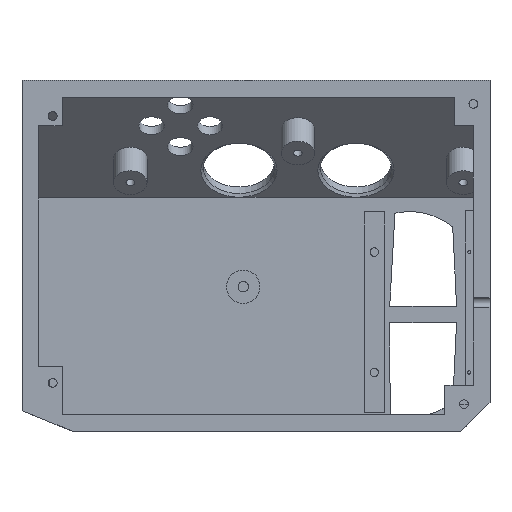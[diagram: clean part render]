
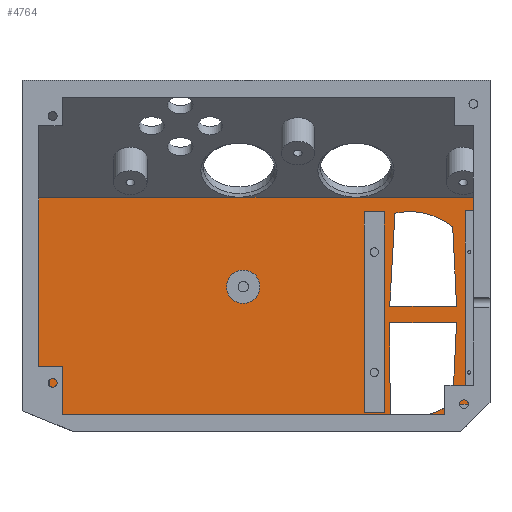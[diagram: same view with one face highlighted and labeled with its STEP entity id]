
A CAD part, left-side view. The second image highlights one B-rep face of the part: STEP entity #4764.
In plain terms, the highlighted planar face has unit normal (-1, 0, 0).
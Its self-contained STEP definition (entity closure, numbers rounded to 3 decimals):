
#304=DIRECTION('',(0.,0.,-1.));
#305=VECTOR('',#304,5.488);
#306=CARTESIAN_POINT('',(50.8,0.,11.838));
#307=LINE('',#306,#305);
#320=DIRECTION('',(0.,0.,-1.));
#321=VECTOR('',#320,5.103);
#322=CARTESIAN_POINT('',(50.8,0.,88.9));
#323=LINE('',#322,#321);
#1191=DIRECTION('',(0.,1.,0.));
#1192=VECTOR('',#1191,134.001);
#1193=CARTESIAN_POINT('',(50.8,31.099,6.35));
#1194=LINE('',#1193,#1192);
#1207=DIRECTION('',(0.,1.,0.));
#1208=VECTOR('',#1207,17.161);
#1209=CARTESIAN_POINT('',(50.8,0.,6.35));
#1210=LINE('',#1209,#1208);
#1439=DIRECTION('',(0.,0.,-1.));
#1440=VECTOR('',#1439,82.55);
#1441=CARTESIAN_POINT('',(50.8,165.1,88.9));
#1442=LINE('',#1441,#1440);
#1503=DIRECTION('',(0.,1.,0.));
#1504=VECTOR('',#1503,25.4);
#1505=CARTESIAN_POINT('',(50.8,6.35,47.625));
#1506=LINE('',#1505,#1504);
#1507=DIRECTION('',(0.,-0.049,-0.999));
#1508=VECTOR('',#1507,30.169);
#1509=CARTESIAN_POINT('',(50.8,7.824,77.758));
#1510=LINE('',#1509,#1508);
#1511=CARTESIAN_POINT('',(50.8,24.13,57.625));
#1512=DIRECTION('',(1.,0.,0.));
#1513=DIRECTION('',(0.,0.217,0.976));
#1514=AXIS2_PLACEMENT_3D('',#1511,#1512,#1513);
#1516=DIRECTION('',(0.,-0.056,0.998));
#1517=VECTOR('',#1516,35.346);
#1518=CARTESIAN_POINT('',(50.8,31.75,47.625));
#1519=LINE('',#1518,#1517);
#1540=DIRECTION('',(0.,-1.,0.));
#1541=VECTOR('',#1540,7.62);
#1542=CARTESIAN_POINT('',(50.8,41.414,7.204));
#1543=LINE('',#1542,#1541);
#1544=DIRECTION('',(0.,0.,1.));
#1545=VECTOR('',#1544,76.2);
#1546=CARTESIAN_POINT('',(50.8,33.794,7.204));
#1547=LINE('',#1546,#1545);
#1548=DIRECTION('',(0.,1.,0.));
#1549=VECTOR('',#1548,7.62);
#1550=CARTESIAN_POINT('',(50.8,33.794,83.404));
#1551=LINE('',#1550,#1549);
#1552=DIRECTION('',(0.,0.,-1.));
#1553=VECTOR('',#1552,76.2);
#1554=CARTESIAN_POINT('',(50.8,41.414,83.404));
#1555=LINE('',#1554,#1553);
#1556=DIRECTION('',(0.,1.,0.));
#1557=VECTOR('',#1556,3.048);
#1558=CARTESIAN_POINT('',(50.8,0.,83.797));
#1559=LINE('',#1558,#1557);
#1560=DIRECTION('',(0.,0.,-1.));
#1561=VECTOR('',#1560,71.959);
#1562=CARTESIAN_POINT('',(50.8,3.048,83.797));
#1563=LINE('',#1562,#1561);
#1564=DIRECTION('',(0.,1.,0.));
#1565=VECTOR('',#1564,3.048);
#1566=CARTESIAN_POINT('',(50.8,0.,11.838));
#1567=LINE('',#1566,#1565);
#1568=CARTESIAN_POINT('',(50.8,24.13,31.275));
#1569=DIRECTION('',(1.,0.,0.));
#1570=DIRECTION('',(0.,-0.63,-0.777));
#1571=AXIS2_PLACEMENT_3D('',#1568,#1569,#1570);
#1573=DIRECTION('',(0.,0.049,-0.999));
#1574=VECTOR('',#1573,30.133);
#1575=CARTESIAN_POINT('',(50.8,6.35,41.275));
#1576=LINE('',#1575,#1574);
#1577=DIRECTION('',(0.,-1.,0.));
#1578=VECTOR('',#1577,25.4);
#1579=CARTESIAN_POINT('',(50.8,31.75,41.275));
#1580=LINE('',#1579,#1578);
#1581=DIRECTION('',(0.,0.005,1.));
#1582=VECTOR('',#1581,34.785);
#1583=CARTESIAN_POINT('',(50.8,31.585,6.491));
#1584=LINE('',#1583,#1582);
#1585=CARTESIAN_POINT('',(50.8,24.13,31.275));
#1586=DIRECTION('',(1.,0.,0.));
#1587=DIRECTION('',(0.,0.269,-0.963));
#1588=AXIS2_PLACEMENT_3D('',#1585,#1586,#1587);
#1590=DIRECTION('',(0.,1.,0.));
#1591=VECTOR('',#1590,165.1);
#1592=CARTESIAN_POINT('',(50.8,0.,88.9));
#1593=LINE('',#1592,#1591);
#1614=CARTESIAN_POINT('',(50.8,87.394,55.));
#1615=DIRECTION('',(-1.,0.,0.));
#1616=DIRECTION('',(0.,0.,-1.));
#1617=AXIS2_PLACEMENT_3D('',#1614,#1615,#1616);
#1619=CARTESIAN_POINT('',(50.8,87.394,55.));
#1620=DIRECTION('',(-1.,0.,0.));
#1621=DIRECTION('',(0.,0.,1.));
#1622=AXIS2_PLACEMENT_3D('',#1619,#1620,#1621);
#2052=CARTESIAN_POINT('',(50.8,165.1,88.9));
#2053=CARTESIAN_POINT('',(50.8,165.1,6.35));
#2054=VERTEX_POINT('',#2052);
#2055=VERTEX_POINT('',#2053);
#2056=CARTESIAN_POINT('',(50.8,0.,88.9));
#2057=VERTEX_POINT('',#2056);
#2066=CARTESIAN_POINT('',(50.8,31.75,41.275));
#2067=CARTESIAN_POINT('',(50.8,6.35,41.275));
#2068=VERTEX_POINT('',#2066);
#2069=VERTEX_POINT('',#2067);
#2070=CARTESIAN_POINT('',(50.8,6.35,47.625));
#2071=CARTESIAN_POINT('',(50.8,31.75,47.625));
#2072=VERTEX_POINT('',#2070);
#2073=VERTEX_POINT('',#2071);
#2156=CARTESIAN_POINT('',(50.8,0.,6.35));
#2157=VERTEX_POINT('',#2156);
#2246=CARTESIAN_POINT('',(50.8,7.822,11.178));
#2247=VERTEX_POINT('',#2246);
#2248=CARTESIAN_POINT('',(50.8,17.161,6.35));
#2249=VERTEX_POINT('',#2248);
#2250=CARTESIAN_POINT('',(50.8,31.099,6.35));
#2251=CARTESIAN_POINT('',(50.8,31.585,6.491));
#2252=VERTEX_POINT('',#2250);
#2253=VERTEX_POINT('',#2251);
#2254=CARTESIAN_POINT('',(50.8,29.758,82.914));
#2255=VERTEX_POINT('',#2254);
#2256=CARTESIAN_POINT('',(50.8,7.824,77.758));
#2257=VERTEX_POINT('',#2256);
#2286=CARTESIAN_POINT('',(50.8,0.,83.797));
#2287=VERTEX_POINT('',#2286);
#2288=CARTESIAN_POINT('',(50.8,0.,11.838));
#2289=VERTEX_POINT('',#2288);
#2298=CARTESIAN_POINT('',(50.8,41.414,7.204));
#2299=CARTESIAN_POINT('',(50.8,33.794,7.204));
#2300=VERTEX_POINT('',#2298);
#2301=VERTEX_POINT('',#2299);
#2302=CARTESIAN_POINT('',(50.8,33.794,83.404));
#2303=VERTEX_POINT('',#2302);
#2304=CARTESIAN_POINT('',(50.8,41.414,83.404));
#2305=VERTEX_POINT('',#2304);
#2306=CARTESIAN_POINT('',(50.8,3.048,83.797));
#2307=VERTEX_POINT('',#2306);
#2308=CARTESIAN_POINT('',(50.8,3.048,11.838));
#2309=VERTEX_POINT('',#2308);
#2391=CARTESIAN_POINT('',(50.8,87.394,48.65));
#2392=CARTESIAN_POINT('',(50.8,87.394,61.35));
#2393=VERTEX_POINT('',#2391);
#2394=VERTEX_POINT('',#2392);
#4709=CARTESIAN_POINT('',(50.8,0.,88.9));
#4710=DIRECTION('',(1.,0.,0.));
#4711=DIRECTION('',(0.,0.,-1.));
#4712=AXIS2_PLACEMENT_3D('',#4709,#4710,#4711);
#4713=PLANE('',#4712);
#4715=ORIENTED_EDGE('',*,*,#4714,.T.);
#4717=ORIENTED_EDGE('',*,*,#4716,.T.);
#4719=ORIENTED_EDGE('',*,*,#4718,.F.);
#4720=ORIENTED_EDGE('',*,*,#3058,.T.);
#4721=ORIENTED_EDGE('',*,*,#3788,.T.);
#4723=ORIENTED_EDGE('',*,*,#4722,.F.);
#4725=ORIENTED_EDGE('',*,*,#4724,.F.);
#4727=ORIENTED_EDGE('',*,*,#4726,.F.);
#4729=ORIENTED_EDGE('',*,*,#4728,.F.);
#4731=ORIENTED_EDGE('',*,*,#4730,.F.);
#4732=ORIENTED_EDGE('',*,*,#3780,.T.);
#4733=ORIENTED_EDGE('',*,*,#4604,.F.);
#4734=ORIENTED_EDGE('',*,*,#3136,.F.);
#4735=ORIENTED_EDGE('',*,*,#3066,.T.);
#4736=EDGE_LOOP('',(#4715,#4717,#4719,#4720,#4721,#4723,#4725,#4727,#4729,#4731,
#4732,#4733,#4734,#4735));
#4737=FACE_OUTER_BOUND('',#4736,.F.);
#4739=ORIENTED_EDGE('',*,*,#4738,.F.);
#4741=ORIENTED_EDGE('',*,*,#4740,.F.);
#4743=ORIENTED_EDGE('',*,*,#4742,.F.);
#4745=ORIENTED_EDGE('',*,*,#4744,.F.);
#4746=EDGE_LOOP('',(#4739,#4741,#4743,#4745));
#4747=FACE_BOUND('',#4746,.F.);
#4749=ORIENTED_EDGE('',*,*,#4748,.T.);
#4751=ORIENTED_EDGE('',*,*,#4750,.T.);
#4753=ORIENTED_EDGE('',*,*,#4752,.T.);
#4755=ORIENTED_EDGE('',*,*,#4754,.T.);
#4756=EDGE_LOOP('',(#4749,#4751,#4753,#4755));
#4757=FACE_BOUND('',#4756,.F.);
#4759=ORIENTED_EDGE('',*,*,#4758,.T.);
#4761=ORIENTED_EDGE('',*,*,#4760,.T.);
#4762=EDGE_LOOP('',(#4759,#4761));
#4763=FACE_BOUND('',#4762,.F.);
#4764=ADVANCED_FACE('',(#4737,#4747,#4757,#4763),#4713,.F.);
#1515=CIRCLE('',#1514,25.908);
#1572=CIRCLE('',#1571,25.881);
#1589=CIRCLE('',#1588,25.881);
#1618=CIRCLE('',#1617,6.35);
#1623=CIRCLE('',#1622,6.35);
#3058=EDGE_CURVE('',#2289,#2157,#307,.T.);
#3066=EDGE_CURVE('',#2057,#2287,#323,.T.);
#3136=EDGE_CURVE('',#2057,#2054,#1593,.T.);
#3780=EDGE_CURVE('',#2252,#2055,#1194,.T.);
#3788=EDGE_CURVE('',#2157,#2249,#1210,.T.);
#4604=EDGE_CURVE('',#2054,#2055,#1442,.T.);
#4714=EDGE_CURVE('',#2287,#2307,#1559,.T.);
#4716=EDGE_CURVE('',#2307,#2309,#1563,.T.);
#4718=EDGE_CURVE('',#2289,#2309,#1567,.T.);
#4722=EDGE_CURVE('',#2247,#2249,#1572,.T.);
#4724=EDGE_CURVE('',#2069,#2247,#1576,.T.);
#4726=EDGE_CURVE('',#2068,#2069,#1580,.T.);
#4728=EDGE_CURVE('',#2253,#2068,#1584,.T.);
#4730=EDGE_CURVE('',#2252,#2253,#1589,.T.);
#4738=EDGE_CURVE('',#2072,#2073,#1506,.T.);
#4740=EDGE_CURVE('',#2257,#2072,#1510,.T.);
#4742=EDGE_CURVE('',#2255,#2257,#1515,.T.);
#4744=EDGE_CURVE('',#2073,#2255,#1519,.T.);
#4748=EDGE_CURVE('',#2300,#2301,#1543,.T.);
#4750=EDGE_CURVE('',#2301,#2303,#1547,.T.);
#4752=EDGE_CURVE('',#2303,#2305,#1551,.T.);
#4754=EDGE_CURVE('',#2305,#2300,#1555,.T.);
#4758=EDGE_CURVE('',#2393,#2394,#1618,.T.);
#4760=EDGE_CURVE('',#2394,#2393,#1623,.T.);
